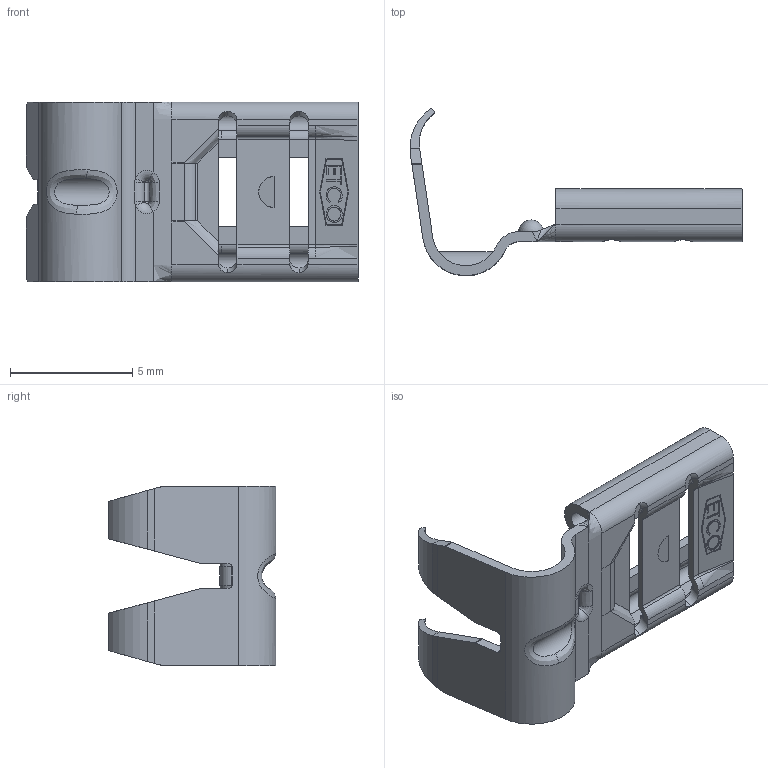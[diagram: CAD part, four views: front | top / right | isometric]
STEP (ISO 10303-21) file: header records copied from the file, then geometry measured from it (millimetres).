
FILE_DESCRIPTION (( 'STEP AP203' ), '1' );
FILE_NAME ('07800.STEP', '2015-02-18T16:38:29', ( '' ), ( '' ), 'SwSTEP 2.0', 'SolidWorks 2014', '' );
FILE_SCHEMA (( 'CONFIG_CONTROL_DESIGN' ));
Length unit declared in the file: inch
Products named in the file (1): 07800
Bounding box: 13.59 x 6.86 x 7.37 mm (x, y, z)
Volume: 70.7 mm3; surface area: 392.3 mm2
Topology: 1 solids, 1 shells, 274 faces, 787 edges, 518 vertices
Faces by surface type: plane 120, bspline 74, cylinder 74, sphere 4, torus 2
Entity records: 11970 total; most frequent: CARTESIAN_POINT 5595, ORIENTED_EDGE 1564, DIRECTION 953, EDGE_CURVE 782, VERTEX_POINT 518, LINE 373, VECTOR 373, AXIS2_PLACEMENT_3D 290
